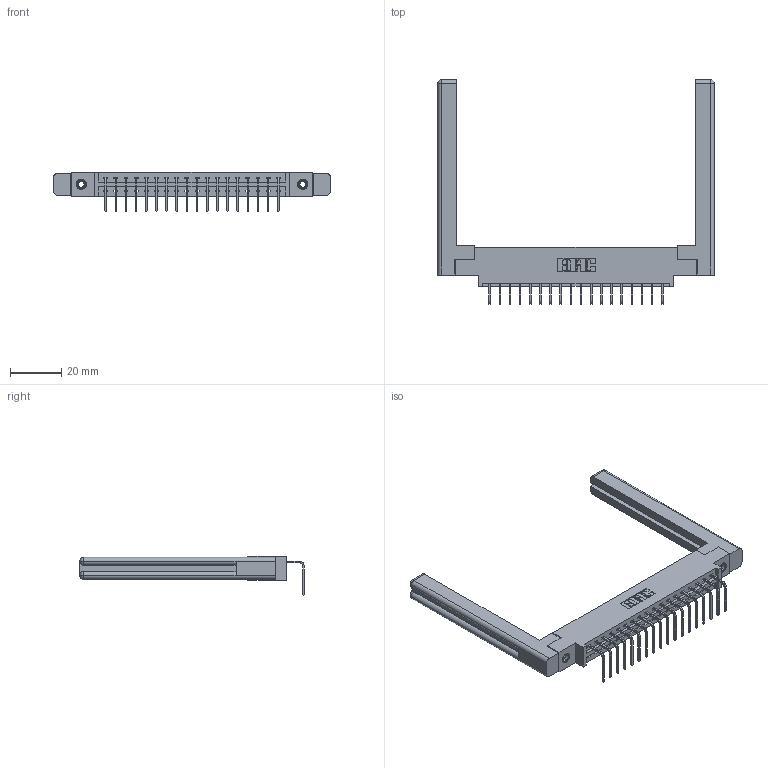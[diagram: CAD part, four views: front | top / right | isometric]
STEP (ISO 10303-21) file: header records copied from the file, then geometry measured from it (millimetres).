
FILE_DESCRIPTION (( 'STEP AP203' ), '1' );
FILE_NAME ('387-018-558-658.STEP', '2019-10-07T17:32:43', ( '' ), ( '' ), 'SwSTEP 2.0', 'SolidWorks 2016', '' );
FILE_SCHEMA (( 'CONFIG_CONTROL_DESIGN' ));
Length unit declared in the file: inch
Products named in the file (5): 337 Part_0.170 Offset - 0.156 Dia-TI; 345-292-001_558 Tail - 2; 307-220-058; 387-018-558-658; 345-250-001_345-250-001-102
Assembly tree (23 placements, depth 2):
  387-018-558-658
    337 Part_0.170 Offset - 0.156 Dia-TI
    345-292-001_558 Tail - 2  x18
    345-250-001_345-250-001-102  x2
    307-220-058  x2
Bounding box: 107.95 x 87.57 x 15.37 mm (x, y, z)
Volume: 18023.9 mm3; surface area: 16768.7 mm2
Topology: 23 solids, 23 shells, 1412 faces, 4169 edges, 2742 vertices
Faces by surface type: plane 1022, cylinder 366, cone 12, torus 12
Entity records: 19334 total; most frequent: CARTESIAN_POINT 3367, ORIENTED_EDGE 3260, DIRECTION 2902, EDGE_CURVE 1630, VECTOR 1454, LINE 1454, VERTEX_POINT 1078, AXIS2_PLACEMENT_3D 724
